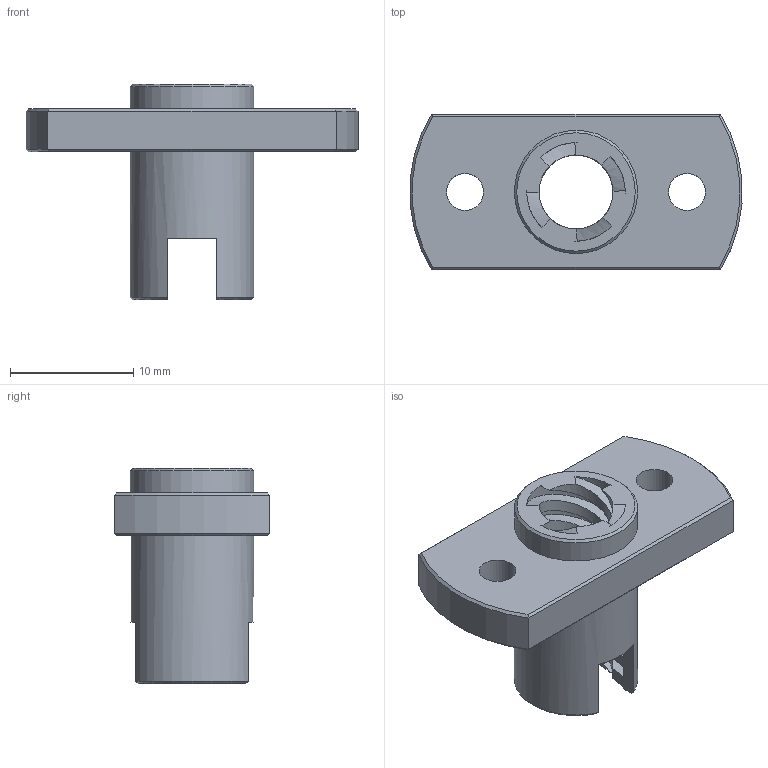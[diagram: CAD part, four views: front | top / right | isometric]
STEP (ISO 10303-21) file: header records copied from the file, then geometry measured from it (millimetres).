
FILE_DESCRIPTION(/* description */ (''),/* implementation_level */ '2;1');
FILE_NAME(/* name */ 'z-nut screw t8.stp',/* time_stamp */ '2020-11-19T20:30:59+03:00',/* author */ ('Max'),/* organization */ (''),/* preprocessor_version */ 'ST-DEVELOPER v16.5',/* originating_system */ 'Autodesk Inventor 2017',/* authorisation */ '');
FILE_SCHEMA (('AUTOMOTIVE_DESIGN { 1 0 10303 214 3 1 1 }'));
Length unit declared in the file: millimetre
Products named in the file (1): screw t8
Bounding box: 26.93 x 12.6 x 17.5 mm (x, y, z)
Volume: 1436 mm3; surface area: 1980.4 mm2
Topology: 1 solids, 1 shells, 66 faces, 180 edges, 117 vertices
Faces by surface type: cylinder 24, bspline 18, plane 17, cone 7
Full cylindrical faces by diameter (mm): 3 x2, 10 x2
Entity records: 3054 total; most frequent: CARTESIAN_POINT 1529, ORIENTED_EDGE 348, DIRECTION 246, EDGE_CURVE 174, VERTEX_POINT 116, AXIS2_PLACEMENT_3D 91, EDGE_LOOP 78, FACE_OUTER_BOUND 66
